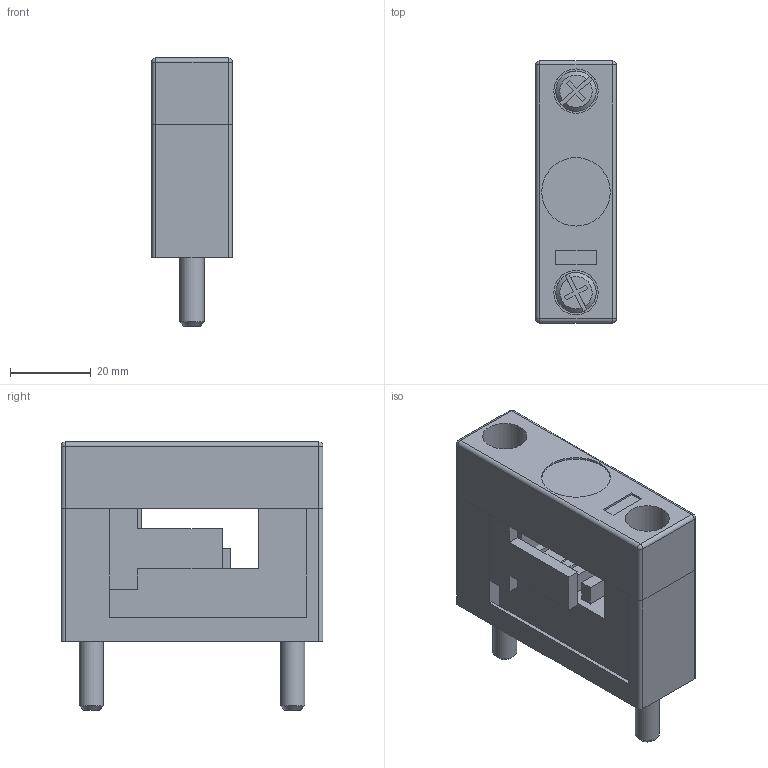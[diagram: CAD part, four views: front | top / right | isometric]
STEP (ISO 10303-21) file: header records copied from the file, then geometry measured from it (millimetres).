
FILE_DESCRIPTION((''),'2;1');
FILE_NAME('01601000.stp','2010-02-24T08:42:24',('lenker'),(''),'Autodesk Inventor 10','Autodesk Inventor 10','');
FILE_SCHEMA(('AUTOMOTIVE_DESIGN { 1 0 10303 214 1 1 1 1 }'));
Length unit declared in the file: millimetre
Products named in the file (5): 01601000; 79756000; 77007000; 79755000; 80040000
Assembly tree (5 placements, depth 2):
  01601000
    79756000
    77007000
    79755000
    80040000  x2
Bounding box: 20 x 65 x 66.5 mm (x, y, z)
Volume: 49025.2 mm3; surface area: 23140.4 mm2
Topology: 5 solids, 5 shells, 153 faces, 377 edges, 244 vertices
Faces by surface type: plane 114, cylinder 27, cone 6, sphere 4, bspline 2
Full cylindrical faces by diameter (mm): 5 x2, 6 x2, 7 x2, 10 x6, 11 x2, 17 x1
Entity records: 3900 total; most frequent: CARTESIAN_POINT 691, DIRECTION 634, ORIENTED_EDGE 604, EDGE_CURVE 302, VECTOR 240, LINE 240, VERTEX_POINT 206, AXIS2_PLACEMENT_3D 197
